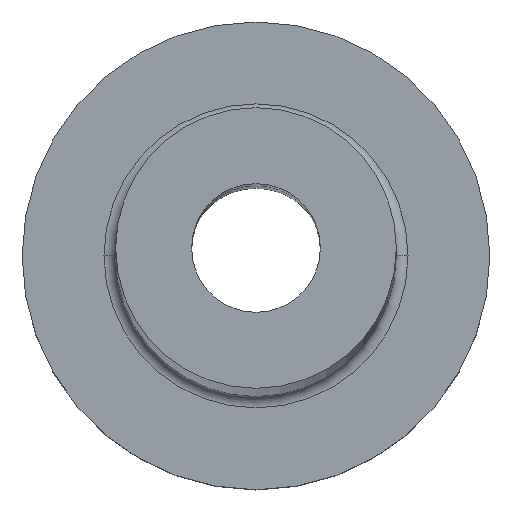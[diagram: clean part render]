
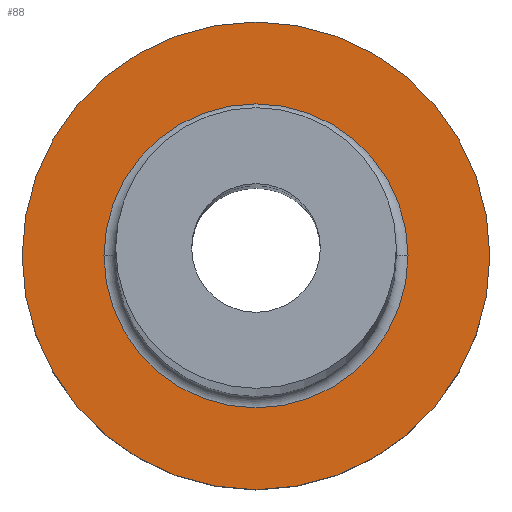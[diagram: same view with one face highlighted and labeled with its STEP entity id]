
A CAD part, top view. The second image highlights one B-rep face of the part: STEP entity #88.
In plain terms, the highlighted planar face has unit normal (0, 0, 1).
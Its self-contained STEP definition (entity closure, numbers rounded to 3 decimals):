
#3 = DIRECTION ( 'NONE',  ( 1., 0., 0. ) ) ;
#8 = DIRECTION ( 'NONE',  ( 0., 0., 1. ) ) ;
#15 = CIRCLE ( 'NONE', #126, 10. ) ;
#33 = VERTEX_POINT ( 'NONE', #233 ) ;
#40 = EDGE_LOOP ( 'NONE', ( #153, #428 ) ) ;
#47 = CARTESIAN_POINT ( 'NONE',  ( 0., 0., 7. ) ) ;
#68 = AXIS2_PLACEMENT_3D ( 'NONE', #71, #241, #204 ) ;
#71 = CARTESIAN_POINT ( 'NONE',  ( 0., 0., 7. ) ) ;
#72 = VERTEX_POINT ( 'NONE', #261 ) ;
#76 = EDGE_LOOP ( 'NONE', ( #275, #100 ) ) ;
#87 = AXIS2_PLACEMENT_3D ( 'NONE', #361, #323, #296 ) ;
#88 = ADVANCED_FACE ( 'NONE', ( #95, #220 ), #146, .T. ) ;
#95 = FACE_BOUND ( 'NONE', #40, .T. ) ;
#100 = ORIENTED_EDGE ( 'NONE', *, *, #401, .T. ) ;
#126 = AXIS2_PLACEMENT_3D ( 'NONE', #47, #8, #3 ) ;
#138 = AXIS2_PLACEMENT_3D ( 'NONE', #434, #188, #331 ) ;
#146 = PLANE ( 'NONE',  #68 ) ;
#148 = CIRCLE ( 'NONE', #328, 6.5 ) ;
#152 = CARTESIAN_POINT ( 'NONE',  ( 0., 0., 7. ) ) ;
#153 = ORIENTED_EDGE ( 'NONE', *, *, #413, .T. ) ;
#170 = VERTEX_POINT ( 'NONE', #306 ) ;
#188 = DIRECTION ( 'NONE',  ( 0., 0., -1. ) ) ;
#201 = CARTESIAN_POINT ( 'NONE',  ( 10., 0., 7. ) ) ;
#204 = DIRECTION ( 'NONE',  ( 1., 0., 0. ) ) ;
#220 = FACE_OUTER_BOUND ( 'NONE', #76, .T. ) ;
#233 = CARTESIAN_POINT ( 'NONE',  ( -10., 0., 7. ) ) ;
#241 = DIRECTION ( 'NONE',  ( 0., 0., 1. ) ) ;
#249 = DIRECTION ( 'NONE',  ( 1., 0., 0. ) ) ;
#261 = CARTESIAN_POINT ( 'NONE',  ( 6.5, 0., 7. ) ) ;
#275 = ORIENTED_EDGE ( 'NONE', *, *, #409, .T. ) ;
#290 = DIRECTION ( 'NONE',  ( 0., 0., -1. ) ) ;
#296 = DIRECTION ( 'NONE',  ( 1., 0., 0. ) ) ;
#305 = CIRCLE ( 'NONE', #138, 6.5 ) ;
#306 = CARTESIAN_POINT ( 'NONE',  ( -6.5, 0., 7. ) ) ;
#323 = DIRECTION ( 'NONE',  ( 0., 0., 1. ) ) ;
#328 = AXIS2_PLACEMENT_3D ( 'NONE', #152, #290, #249 ) ;
#331 = DIRECTION ( 'NONE',  ( 1., 0., 0. ) ) ;
#361 = CARTESIAN_POINT ( 'NONE',  ( 0., 0., 7. ) ) ;
#394 = CIRCLE ( 'NONE', #87, 10. ) ;
#398 = EDGE_CURVE ( 'NONE', #170, #72, #305, .T. ) ;
#401 = EDGE_CURVE ( 'NONE', #432, #33, #15, .T. ) ;
#409 = EDGE_CURVE ( 'NONE', #33, #432, #394, .T. ) ;
#413 = EDGE_CURVE ( 'NONE', #72, #170, #148, .T. ) ;
#428 = ORIENTED_EDGE ( 'NONE', *, *, #398, .T. ) ;
#432 = VERTEX_POINT ( 'NONE', #201 ) ;
#434 = CARTESIAN_POINT ( 'NONE',  ( 0., 0., 7. ) ) ;
